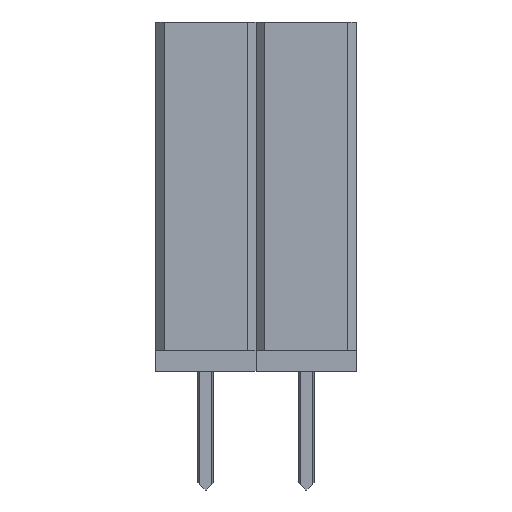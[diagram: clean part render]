
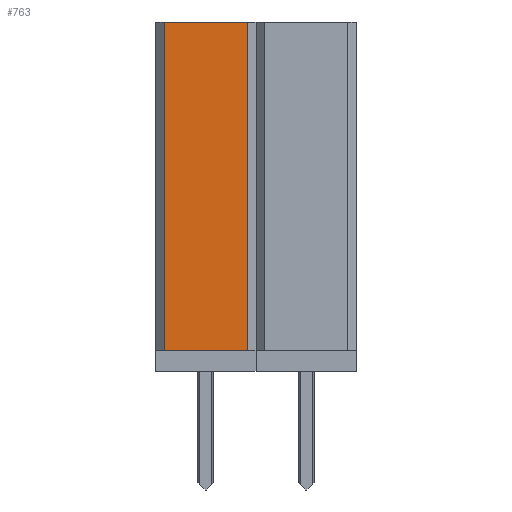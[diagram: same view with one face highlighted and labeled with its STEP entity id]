
A CAD part, front view. The second image highlights one B-rep face of the part: STEP entity #763.
In plain terms, the highlighted planar face has unit normal (0, -1, 0).
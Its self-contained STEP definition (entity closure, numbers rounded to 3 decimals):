
#32 = PLANE('',#33);
#33 = AXIS2_PLACEMENT_3D('',#34,#35,#36);
#34 = CARTESIAN_POINT('',(-1.27,-5.08,8.84));
#35 = DIRECTION('',(-0.,-0.,-1.));
#36 = DIRECTION('',(-1.,0.,0.));
#283 = VERTEX_POINT('',#284);
#284 = CARTESIAN_POINT('',(-0.22,-6.35,8.84));
#298 = PLANE('',#299);
#299 = AXIS2_PLACEMENT_3D('',#300,#301,#302);
#300 = CARTESIAN_POINT('',(0.,-6.13,0.54));
#301 = DIRECTION('',(0.707,-0.707,0.));
#302 = DIRECTION('',(-0.707,-0.707,0.));
#310 = EDGE_CURVE('',#283,#311,#313,.T.);
#311 = VERTEX_POINT('',#312);
#312 = CARTESIAN_POINT('',(-2.32,-6.35,8.84));
#313 = SURFACE_CURVE('',#314,(#318,#325),.PCURVE_S1.);
#314 = LINE('',#315,#316);
#315 = CARTESIAN_POINT('',(-0.22,-6.35,8.84));
#316 = VECTOR('',#317,1.);
#317 = DIRECTION('',(-1.,0.,0.));
#318 = PCURVE('',#32,#319);
#319 = DEFINITIONAL_REPRESENTATION('',(#320),#324);
#320 = LINE('',#321,#322);
#321 = CARTESIAN_POINT('',(-1.05,-1.27));
#322 = VECTOR('',#323,1.);
#323 = DIRECTION('',(1.,0.));
#324 = ( GEOMETRIC_REPRESENTATION_CONTEXT(2) 
PARAMETRIC_REPRESENTATION_CONTEXT() REPRESENTATION_CONTEXT('2D SPACE',''
  ) );
#325 = PCURVE('',#326,#331);
#326 = PLANE('',#327);
#327 = AXIS2_PLACEMENT_3D('',#328,#329,#330);
#328 = CARTESIAN_POINT('',(-0.22,-6.35,0.54));
#329 = DIRECTION('',(0.,-1.,0.));
#330 = DIRECTION('',(-1.,0.,0.));
#331 = DEFINITIONAL_REPRESENTATION('',(#332),#336);
#332 = LINE('',#333,#334);
#333 = CARTESIAN_POINT('',(0.,-8.3));
#334 = VECTOR('',#335,1.);
#335 = DIRECTION('',(1.,0.));
#336 = ( GEOMETRIC_REPRESENTATION_CONTEXT(2) 
PARAMETRIC_REPRESENTATION_CONTEXT() REPRESENTATION_CONTEXT('2D SPACE',''
  ) );
#352 = PLANE('',#353);
#353 = AXIS2_PLACEMENT_3D('',#354,#355,#356);
#354 = CARTESIAN_POINT('',(-2.32,-6.35,0.54));
#355 = DIRECTION('',(-0.707,-0.707,0.));
#356 = DIRECTION('',(-0.707,0.707,0.));
#659 = EDGE_CURVE('',#660,#311,#662,.T.);
#660 = VERTEX_POINT('',#661);
#661 = CARTESIAN_POINT('',(-2.32,-6.35,0.54));
#662 = SURFACE_CURVE('',#663,(#667,#674),.PCURVE_S1.);
#663 = LINE('',#664,#665);
#664 = CARTESIAN_POINT('',(-2.32,-6.35,0.54));
#665 = VECTOR('',#666,1.);
#666 = DIRECTION('',(0.,0.,1.));
#667 = PCURVE('',#352,#668);
#668 = DEFINITIONAL_REPRESENTATION('',(#669),#673);
#669 = LINE('',#670,#671);
#670 = CARTESIAN_POINT('',(0.,0.));
#671 = VECTOR('',#672,1.);
#672 = DIRECTION('',(0.,-1.));
#673 = ( GEOMETRIC_REPRESENTATION_CONTEXT(2) 
PARAMETRIC_REPRESENTATION_CONTEXT() REPRESENTATION_CONTEXT('2D SPACE',''
  ) );
#674 = PCURVE('',#326,#675);
#675 = DEFINITIONAL_REPRESENTATION('',(#676),#680);
#676 = LINE('',#677,#678);
#677 = CARTESIAN_POINT('',(2.1,0.));
#678 = VECTOR('',#679,1.);
#679 = DIRECTION('',(0.,-1.));
#680 = ( GEOMETRIC_REPRESENTATION_CONTEXT(2) 
PARAMETRIC_REPRESENTATION_CONTEXT() REPRESENTATION_CONTEXT('2D SPACE',''
  ) );
#698 = PLANE('',#699);
#699 = AXIS2_PLACEMENT_3D('',#700,#701,#702);
#700 = CARTESIAN_POINT('',(-1.27,-5.08,0.54));
#701 = DIRECTION('',(-0.,-0.,-1.));
#702 = DIRECTION('',(-1.,0.,0.));
#763 = ADVANCED_FACE('',(#764),#326,.T.);
#764 = FACE_BOUND('',#765,.T.);
#765 = EDGE_LOOP('',(#766,#789,#790,#791));
#766 = ORIENTED_EDGE('',*,*,#767,.T.);
#767 = EDGE_CURVE('',#768,#283,#770,.T.);
#768 = VERTEX_POINT('',#769);
#769 = CARTESIAN_POINT('',(-0.22,-6.35,0.54));
#770 = SURFACE_CURVE('',#771,(#775,#782),.PCURVE_S1.);
#771 = LINE('',#772,#773);
#772 = CARTESIAN_POINT('',(-0.22,-6.35,0.54));
#773 = VECTOR('',#774,1.);
#774 = DIRECTION('',(0.,0.,1.));
#775 = PCURVE('',#326,#776);
#776 = DEFINITIONAL_REPRESENTATION('',(#777),#781);
#777 = LINE('',#778,#779);
#778 = CARTESIAN_POINT('',(0.,0.));
#779 = VECTOR('',#780,1.);
#780 = DIRECTION('',(0.,-1.));
#781 = ( GEOMETRIC_REPRESENTATION_CONTEXT(2) 
PARAMETRIC_REPRESENTATION_CONTEXT() REPRESENTATION_CONTEXT('2D SPACE',''
  ) );
#782 = PCURVE('',#298,#783);
#783 = DEFINITIONAL_REPRESENTATION('',(#784),#788);
#784 = LINE('',#785,#786);
#785 = CARTESIAN_POINT('',(0.311,0.));
#786 = VECTOR('',#787,1.);
#787 = DIRECTION('',(0.,-1.));
#788 = ( GEOMETRIC_REPRESENTATION_CONTEXT(2) 
PARAMETRIC_REPRESENTATION_CONTEXT() REPRESENTATION_CONTEXT('2D SPACE',''
  ) );
#789 = ORIENTED_EDGE('',*,*,#310,.T.);
#790 = ORIENTED_EDGE('',*,*,#659,.F.);
#791 = ORIENTED_EDGE('',*,*,#792,.F.);
#792 = EDGE_CURVE('',#768,#660,#793,.T.);
#793 = SURFACE_CURVE('',#794,(#798,#805),.PCURVE_S1.);
#794 = LINE('',#795,#796);
#795 = CARTESIAN_POINT('',(-0.22,-6.35,0.54));
#796 = VECTOR('',#797,1.);
#797 = DIRECTION('',(-1.,0.,0.));
#798 = PCURVE('',#326,#799);
#799 = DEFINITIONAL_REPRESENTATION('',(#800),#804);
#800 = LINE('',#801,#802);
#801 = CARTESIAN_POINT('',(0.,0.));
#802 = VECTOR('',#803,1.);
#803 = DIRECTION('',(1.,0.));
#804 = ( GEOMETRIC_REPRESENTATION_CONTEXT(2) 
PARAMETRIC_REPRESENTATION_CONTEXT() REPRESENTATION_CONTEXT('2D SPACE',''
  ) );
#805 = PCURVE('',#698,#806);
#806 = DEFINITIONAL_REPRESENTATION('',(#807),#811);
#807 = LINE('',#808,#809);
#808 = CARTESIAN_POINT('',(-1.05,-1.27));
#809 = VECTOR('',#810,1.);
#810 = DIRECTION('',(1.,0.));
#811 = ( GEOMETRIC_REPRESENTATION_CONTEXT(2) 
PARAMETRIC_REPRESENTATION_CONTEXT() REPRESENTATION_CONTEXT('2D SPACE',''
  ) );
